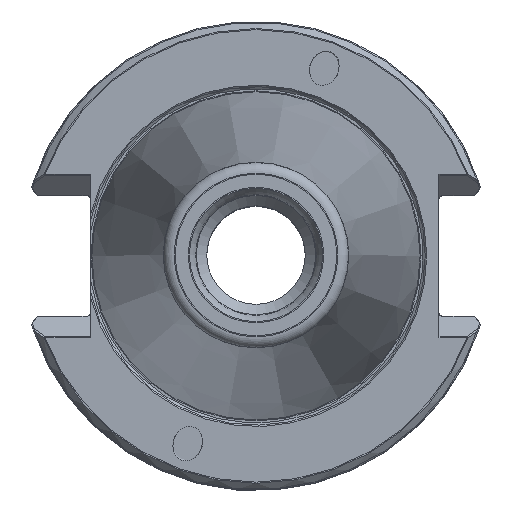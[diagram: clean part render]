
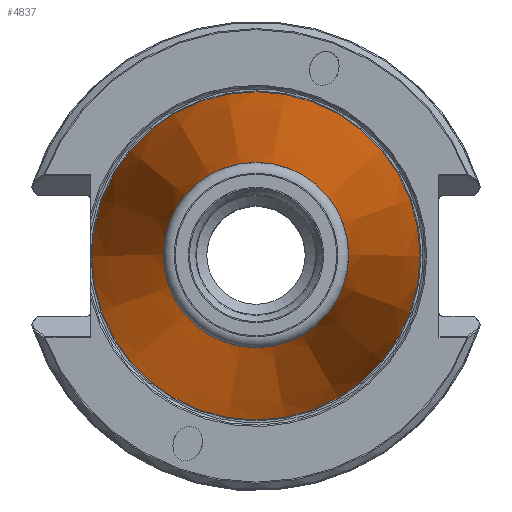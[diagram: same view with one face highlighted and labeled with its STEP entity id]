
A CAD part, top view. The second image highlights one B-rep face of the part: STEP entity #4837.
In plain terms, the highlighted conical face has half-angle 8.297 degrees and reference radius 12.415 mm.
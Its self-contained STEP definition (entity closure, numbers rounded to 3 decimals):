
#1218=ORIENTED_EDGE('',*,*,#1895,.T.);
#1219=ORIENTED_EDGE('',*,*,#1896,.T.);
#1895=EDGE_CURVE('',#2265,#2265,#2449,.F.);
#1896=EDGE_CURVE('',#2266,#2266,#2450,.T.);
#2265=VERTEX_POINT('',#7455);
#2266=VERTEX_POINT('',#7457);
#2449=CIRCLE('',#5198,12.602);
#2450=CIRCLE('',#5199,22.302);
#2682=EDGE_LOOP('',(#1218));
#2683=EDGE_LOOP('',(#1219));
#3003=FACE_BOUND('',#2682,.T.);
#3004=FACE_BOUND('',#2683,.T.);
#3166=CONICAL_SURFACE('',#5197,12.415,0.145);
#4837=ADVANCED_FACE('',(#3003,#3004),#3166,.T.);
#5197=AXIS2_PLACEMENT_3D('',#7453,#5999,#6000);
#5198=AXIS2_PLACEMENT_3D('',#7454,#6001,#6002);
#5199=AXIS2_PLACEMENT_3D('',#7456,#6003,#6004);
#5999=DIRECTION('',(0.,0.,-1.));
#6000=DIRECTION('',(-1.,0.,0.));
#6001=DIRECTION('',(0.,0.,1.));
#6002=DIRECTION('',(1.,0.,0.));
#6003=DIRECTION('',(0.,0.,1.));
#6004=DIRECTION('',(1.,0.,0.));
#7453=CARTESIAN_POINT('',(0.,0.,68.45));
#7454=CARTESIAN_POINT('',(0.,0.,67.166));
#7455=CARTESIAN_POINT('',(12.602,0.,67.166));
#7456=CARTESIAN_POINT('',(0.,0.,0.65));
#7457=CARTESIAN_POINT('',(22.302,0.,0.65));
